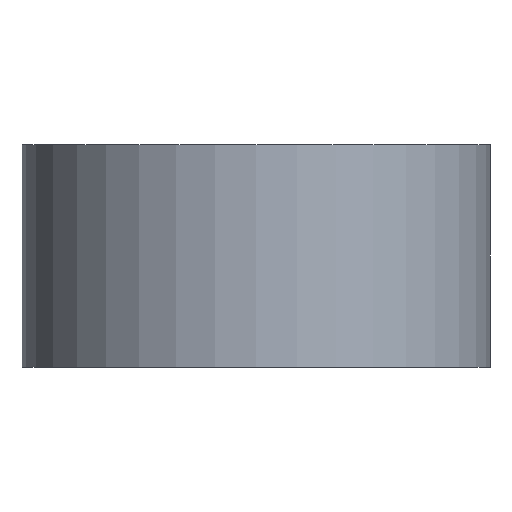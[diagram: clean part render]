
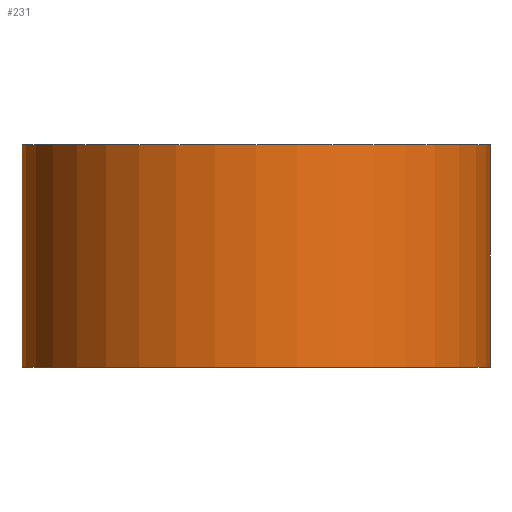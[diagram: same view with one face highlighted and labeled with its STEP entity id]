
A CAD part, left-side view. The second image highlights one B-rep face of the part: STEP entity #231.
In plain terms, the highlighted cylindrical face has radius 26.67 mm (diameter 53.34 mm), a partial arc.
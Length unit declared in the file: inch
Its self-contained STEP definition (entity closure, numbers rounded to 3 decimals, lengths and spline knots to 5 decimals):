
#36=FACE_OUTER_BOUND('',#53,.T.);
#53=EDGE_LOOP('',(#196,#197,#198,#199));
#72=LINE('',#396,#90);
#73=LINE('',#400,#91);
#90=VECTOR('',#328,0.3937);
#91=VECTOR('',#333,0.3937);
#101=CIRCLE('',#260,1.05);
#104=CIRCLE('',#269,1.05);
#114=VERTEX_POINT('',#367);
#117=VERTEX_POINT('',#372);
#122=VERTEX_POINT('',#392);
#124=VERTEX_POINT('',#398);
#139=EDGE_CURVE('',#117,#114,#101,.T.);
#150=EDGE_CURVE('',#122,#114,#72,.T.);
#151=EDGE_CURVE('',#124,#122,#104,.T.);
#152=EDGE_CURVE('',#124,#117,#73,.T.);
#196=ORIENTED_EDGE('',*,*,#151,.T.);
#197=ORIENTED_EDGE('',*,*,#150,.T.);
#198=ORIENTED_EDGE('',*,*,#139,.F.);
#199=ORIENTED_EDGE('',*,*,#152,.F.);
#220=CYLINDRICAL_SURFACE('',#268,1.05);
#231=ADVANCED_FACE('',(#36),#220,.T.);
#260=AXIS2_PLACEMENT_3D('',#374,#304,#305);
#268=AXIS2_PLACEMENT_3D('',#397,#329,#330);
#269=AXIS2_PLACEMENT_3D('',#399,#331,#332);
#304=DIRECTION('center_axis',(0.,0.,1.));
#305=DIRECTION('ref_axis',(0.,1.,0.));
#328=DIRECTION('',(0.,0.,1.));
#329=DIRECTION('center_axis',(0.,0.,1.));
#330=DIRECTION('ref_axis',(0.,1.,0.));
#331=DIRECTION('center_axis',(0.,0.,1.));
#332=DIRECTION('ref_axis',(0.,1.,0.));
#333=DIRECTION('',(0.,0.,1.));
#367=CARTESIAN_POINT('',(-0.3937,-0.44685,1.));
#372=CARTESIAN_POINT('',(-0.3937,1.65315,1.));
#374=CARTESIAN_POINT('Origin',(-0.3937,0.60315,1.));
#392=CARTESIAN_POINT('',(-0.3937,-0.44685,0.));
#396=CARTESIAN_POINT('',(-0.3937,-0.44685,0.));
#397=CARTESIAN_POINT('Origin',(-0.3937,0.60315,0.));
#398=CARTESIAN_POINT('',(-0.3937,1.65315,0.));
#399=CARTESIAN_POINT('Origin',(-0.3937,0.60315,0.));
#400=CARTESIAN_POINT('',(-0.3937,1.65315,0.));
